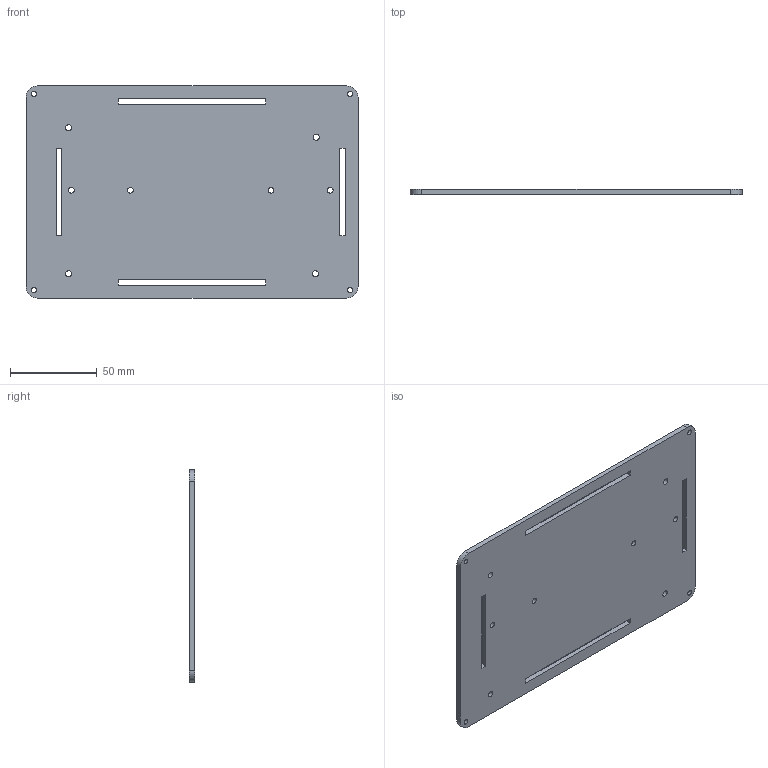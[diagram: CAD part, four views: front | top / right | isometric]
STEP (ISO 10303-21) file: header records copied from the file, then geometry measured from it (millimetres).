
FILE_DESCRIPTION(('FreeCAD Model'),'2;1');
FILE_NAME( 'bottom.stp', '2017-08-19T21:29:20',('Author'),(''), 'Open CASCADE STEP processor 6.8','FreeCAD','Unknown');
FILE_SCHEMA(('AUTOMOTIVE_DESIGN_CC2 { 1 2 10303 214 -1 1 5 4 }'));
Length unit declared in the file: metre
Products named in the file (2): ASSEMBLY; Bottom
Assembly tree (1 placements, depth 2):
  ASSEMBLY
    Bottom
Bounding box: 191 x 3 x 122 mm (x, y, z)
Volume: 66888.6 mm3; surface area: 48508.5 mm2
Topology: 1 solids, 1 shells, 38 faces, 108 edges, 72 vertices
Faces by surface type: plane 22, cylinder 16
Full cylindrical faces by diameter (mm): 3 x4, 3.3 x4, 3.5 x4
Entity records: 2847 total; most frequent: CARTESIAN_POINT 628, DIRECTION 404, LINE 260, VECTOR 260, ORIENTED_EDGE 216, PCURVE 216, DEFINITIONAL_REPRESENTATION 216, EDGE_CURVE 108
